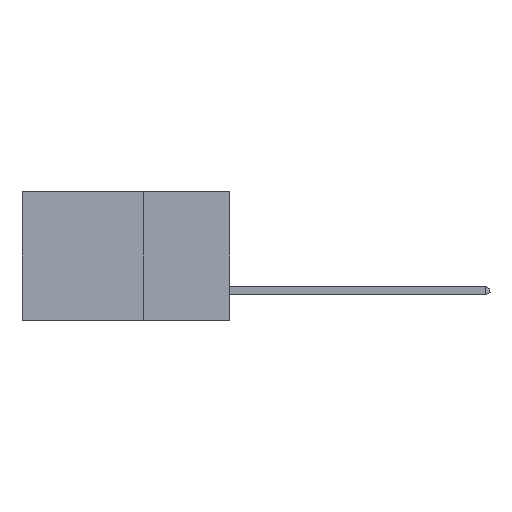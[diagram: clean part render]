
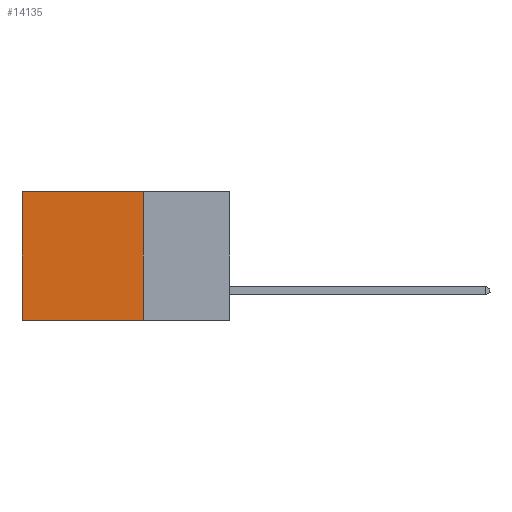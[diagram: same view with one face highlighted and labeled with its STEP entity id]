
A CAD part, left-side view. The second image highlights one B-rep face of the part: STEP entity #14135.
In plain terms, the highlighted planar face has unit normal (-1, 0, 0).
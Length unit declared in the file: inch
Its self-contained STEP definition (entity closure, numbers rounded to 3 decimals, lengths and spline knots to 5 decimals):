
#192 = VECTOR ( 'NONE', #9532, 39.37008 ) ;
#855 = VERTEX_POINT ( 'NONE', #2515 ) ;
#1441 = CARTESIAN_POINT ( 'NONE',  ( 0.298, 0.6, 0. ) ) ;
#2342 = CARTESIAN_POINT ( 'NONE',  ( 0.298, 0.25, -0.37 ) ) ;
#2515 = CARTESIAN_POINT ( 'NONE',  ( 0.298, 0.6, 0. ) ) ;
#2918 = LINE ( 'NONE', #7794, #12123 ) ;
#3479 = VERTEX_POINT ( 'NONE', #12794 ) ;
#3970 = AXIS2_PLACEMENT_3D ( 'NONE', #7519, #6004, #12926 ) ;
#4478 = EDGE_CURVE ( 'NONE', #6215, #4563, #9196, .T. ) ;
#4563 = VERTEX_POINT ( 'NONE', #7293 ) ;
#4902 = DIRECTION ( 'NONE',  ( 0., 1., 0. ) ) ;
#6004 = DIRECTION ( 'NONE',  ( 1., 0., 0. ) ) ;
#6211 = EDGE_CURVE ( 'NONE', #855, #4563, #14540, .T. ) ;
#6215 = VERTEX_POINT ( 'NONE', #10896 ) ;
#6285 = ORIENTED_EDGE ( 'NONE', *, *, #10729, .T. ) ;
#6411 = ORIENTED_EDGE ( 'NONE', *, *, #4478, .F. ) ;
#6986 = ORIENTED_EDGE ( 'NONE', *, *, #6211, .T. ) ;
#7293 = CARTESIAN_POINT ( 'NONE',  ( 0.298, 0.6, -0.37 ) ) ;
#7519 = CARTESIAN_POINT ( 'NONE',  ( 0.298, 0.25, 0. ) ) ;
#7794 = CARTESIAN_POINT ( 'NONE',  ( 0.298, 0.25, 0. ) ) ;
#8767 = VECTOR ( 'NONE', #14649, 39.37008 ) ;
#9196 = LINE ( 'NONE', #2342, #8767 ) ;
#9532 = DIRECTION ( 'NONE',  ( 0., 0., -1. ) ) ;
#10262 = DIRECTION ( 'NONE',  ( 0., 0., -1. ) ) ;
#10729 = EDGE_CURVE ( 'NONE', #3479, #855, #2918, .T. ) ;
#10896 = CARTESIAN_POINT ( 'NONE',  ( 0.298, 0.25, -0.37 ) ) ;
#12123 = VECTOR ( 'NONE', #4902, 39.37008 ) ;
#12640 = EDGE_LOOP ( 'NONE', ( #6986, #6411, #12644, #6285 ) ) ;
#12644 = ORIENTED_EDGE ( 'NONE', *, *, #15675, .F. ) ;
#12794 = CARTESIAN_POINT ( 'NONE',  ( 0.298, 0.25, 0. ) ) ;
#12926 = DIRECTION ( 'NONE',  ( 0., 0., -1. ) ) ;
#12933 = CARTESIAN_POINT ( 'NONE',  ( 0.298, 0.25, 0. ) ) ;
#14135 = ADVANCED_FACE ( 'NONE', ( #14370 ), #15533, .F. ) ;
#14370 = FACE_OUTER_BOUND ( 'NONE', #12640, .T. ) ;
#14540 = LINE ( 'NONE', #1441, #192 ) ;
#14649 = DIRECTION ( 'NONE',  ( 0., 1., 0. ) ) ;
#14731 = VECTOR ( 'NONE', #10262, 39.37008 ) ;
#15146 = LINE ( 'NONE', #12933, #14731 ) ;
#15533 = PLANE ( 'NONE',  #3970 ) ;
#15675 = EDGE_CURVE ( 'NONE', #3479, #6215, #15146, .T. ) ;
